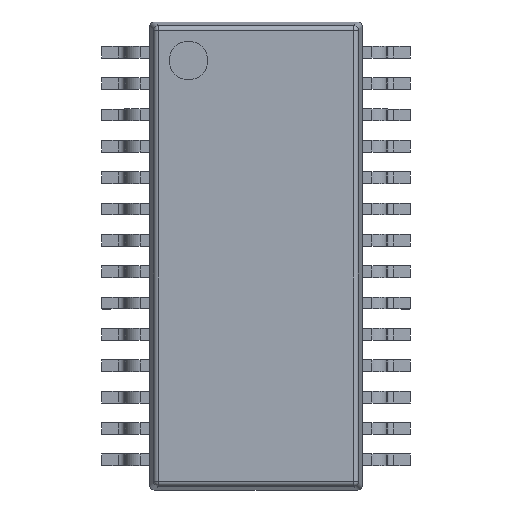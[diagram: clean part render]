
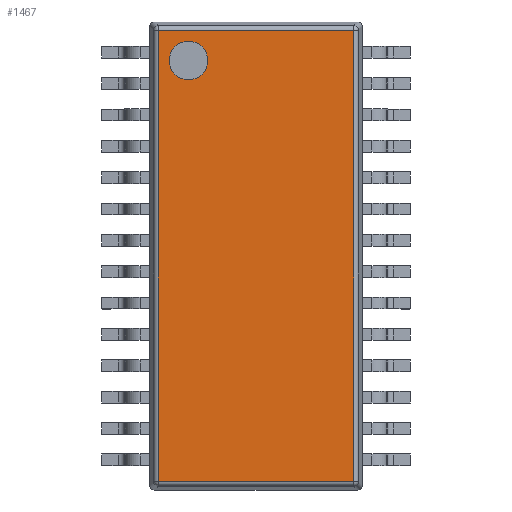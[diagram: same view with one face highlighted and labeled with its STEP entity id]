
A CAD part, top view. The second image highlights one B-rep face of the part: STEP entity #1467.
In plain terms, the highlighted face is planar.
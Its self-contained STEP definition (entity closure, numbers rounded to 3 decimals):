
#620=CARTESIAN_POINT('',(-1.4,0.45,-4.05));
#621=DIRECTION('',(0.,-1.,0.));
#622=DIRECTION('',(1.,0.,0.));
#623=AXIS2_PLACEMENT_3D('',#620,#621,#622);
#628=CARTESIAN_POINT('',(-1.4,0.45,-4.05));
#629=DIRECTION('',(0.,-1.,0.));
#630=DIRECTION('',(-1.,0.,0.));
#631=AXIS2_PLACEMENT_3D('',#628,#629,#630);
#636=DIRECTION('',(0.,0.,1.));
#637=VECTOR('',#636,9.347);
#638=CARTESIAN_POINT('',(-2.023,0.45,-4.673));
#639=LINE('',#638,#637);
#643=DIRECTION('',(-1.,0.,0.));
#644=VECTOR('',#643,4.047);
#645=CARTESIAN_POINT('',(2.023,0.45,-4.673));
#646=LINE('',#645,#644);
#650=DIRECTION('',(0.,0.,-1.));
#651=VECTOR('',#650,9.347);
#652=CARTESIAN_POINT('',(2.023,0.45,4.673));
#653=LINE('',#652,#651);
#657=DIRECTION('',(1.,0.,0.));
#658=VECTOR('',#657,4.047);
#659=CARTESIAN_POINT('',(-2.023,0.45,4.673));
#660=LINE('',#659,#658);
#831=CARTESIAN_POINT('',(-1.,0.45,-4.05));
#832=CARTESIAN_POINT('',(-1.8,0.45,-4.05));
#833=VERTEX_POINT('',#831);
#834=VERTEX_POINT('',#832);
#847=CARTESIAN_POINT('',(-2.023,0.45,-4.673));
#848=CARTESIAN_POINT('',(-2.023,0.45,4.673));
#849=VERTEX_POINT('',#847);
#850=VERTEX_POINT('',#848);
#855=CARTESIAN_POINT('',(2.023,0.45,4.673));
#856=CARTESIAN_POINT('',(2.023,0.45,-4.673));
#857=VERTEX_POINT('',#855);
#858=VERTEX_POINT('',#856);
#1450=CARTESIAN_POINT('',(0.,0.45,0.));
#1451=DIRECTION('',(0.,1.,0.));
#1452=DIRECTION('',(1.,0.,0.));
#1453=AXIS2_PLACEMENT_3D('',#1450,#1451,#1452);
#1454=PLANE('',#1453);
#1455=ORIENTED_EDGE('',*,*,#1374,.F.);
#1456=ORIENTED_EDGE('',*,*,#1441,.F.);
#1457=ORIENTED_EDGE('',*,*,#1283,.F.);
#1458=ORIENTED_EDGE('',*,*,#1312,.F.);
#1459=EDGE_LOOP('',(#1455,#1456,#1457,#1458));
#1460=FACE_OUTER_BOUND('',#1459,.F.);
#1462=ORIENTED_EDGE('',*,*,#1461,.F.);
#1464=ORIENTED_EDGE('',*,*,#1463,.F.);
#1465=EDGE_LOOP('',(#1462,#1464));
#1466=FACE_BOUND('',#1465,.F.);
#624=CIRCLE('',#623,0.4);
#632=CIRCLE('',#631,0.4);
#1283=EDGE_CURVE('',#857,#858,#653,.T.);
#1312=EDGE_CURVE('',#850,#857,#660,.T.);
#1374=EDGE_CURVE('',#849,#850,#639,.T.);
#1441=EDGE_CURVE('',#858,#849,#646,.T.);
#1461=EDGE_CURVE('',#833,#834,#624,.T.);
#1463=EDGE_CURVE('',#834,#833,#632,.T.);
#1467=ADVANCED_FACE('',(#1460,#1466),#1454,.T.);
